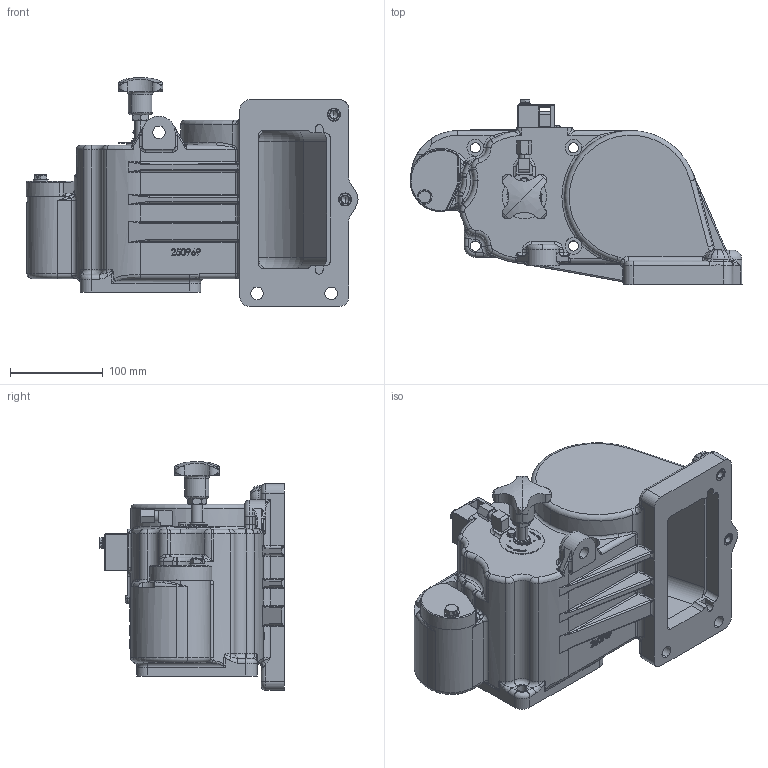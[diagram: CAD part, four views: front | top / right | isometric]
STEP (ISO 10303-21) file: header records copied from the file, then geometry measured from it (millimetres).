
FILE_DESCRIPTION (( 'STEP AP214' ), '1' );
FILE_NAME ('GV80PE-D_251196.STEP', '2014-11-24T13:12:34', ( 'Admin2' ), ( '' ), 'SwSTEP 2.0', 'SolidWorks 2010', '' );
FILE_SCHEMA (( 'AUTOMOTIVE_DESIGN' ));
Length unit declared in the file: millimetre
Products named in the file (1): GV80PE-D_251196
Bounding box: 358.5 x 199.6 x 247 mm (x, y, z)
Volume: 2854704.4 mm3; surface area: 590521.8 mm2
Topology: 22 solids, 22 shells, 2484 faces, 6219 edges, 3773 vertices
Faces by surface type: plane 795, cylinder 618, bspline 555, torus 284, cone 215, sphere 17
Entity records: 130125 total; most frequent: CARTESIAN_POINT 47349, ORIENTED_EDGE 12198, DIRECTION 10419, EDGE_CURVE 6099, AXIS2_PLACEMENT_3D 3878, VERTEX_POINT 3768, EDGE_LOOP 2687, LINE 2663
